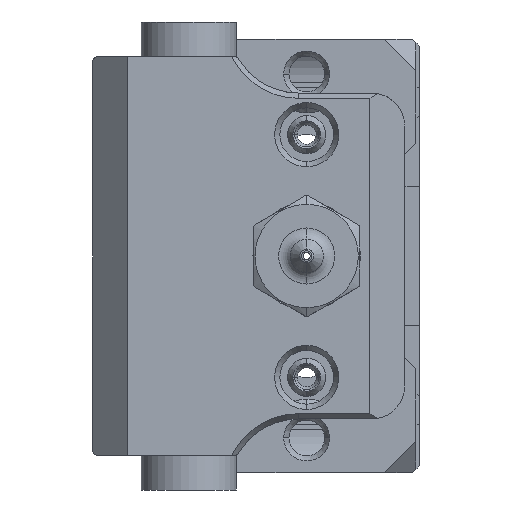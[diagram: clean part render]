
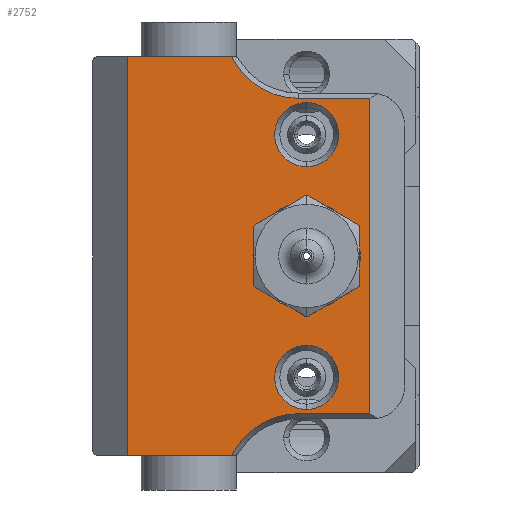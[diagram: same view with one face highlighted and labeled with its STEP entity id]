
A CAD part, front view. The second image highlights one B-rep face of the part: STEP entity #2752.
In plain terms, the highlighted planar face has unit normal (0, -1, 0).
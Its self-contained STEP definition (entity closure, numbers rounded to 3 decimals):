
#17 = ORIENTED_EDGE ( 'NONE', *, *, #5406, .T. ) ;
#65 = CIRCLE ( 'NONE', #3191, 1.85 ) ;
#218 = FACE_BOUND ( 'NONE', #3937, .T. ) ;
#519 = EDGE_CURVE ( 'NONE', #12468, #13268, #13051, .T. ) ;
#522 = ORIENTED_EDGE ( 'NONE', *, *, #3814, .T. ) ;
#591 = DIRECTION ( 'NONE',  ( 0., 0., 1. ) ) ;
#743 = LINE ( 'NONE', #8160, #8116 ) ;
#1122 = VERTEX_POINT ( 'NONE', #6687 ) ;
#1150 = CARTESIAN_POINT ( 'NONE',  ( 3.65, -12.5, -9.1 ) ) ;
#1309 = DIRECTION ( 'NONE',  ( 0., 1., 0. ) ) ;
#1333 = CARTESIAN_POINT ( 'NONE',  ( -12.35, -12.5, 11.5 ) ) ;
#1343 = AXIS2_PLACEMENT_3D ( 'NONE', #3545, #1309, #11814 ) ;
#1490 = ORIENTED_EDGE ( 'NONE', *, *, #13858, .T. ) ;
#1564 = CARTESIAN_POINT ( 'NONE',  ( -12.35, -12.5, -9.1 ) ) ;
#1597 = VERTEX_POINT ( 'NONE', #1756 ) ;
#1611 = ORIENTED_EDGE ( 'NONE', *, *, #11129, .F. ) ;
#1756 = CARTESIAN_POINT ( 'NONE',  ( 0., -12.5, -8.85 ) ) ;
#1808 = CARTESIAN_POINT ( 'NONE',  ( 0., -12.5, 8.85 ) ) ;
#1870 = DIRECTION ( 'NONE',  ( 0., 1., 0. ) ) ;
#2056 = VERTEX_POINT ( 'NONE', #6209 ) ;
#2347 = VERTEX_POINT ( 'NONE', #7246 ) ;
#2503 = VECTOR ( 'NONE', #13676, 1000. ) ;
#2591 = CARTESIAN_POINT ( 'NONE',  ( 0., -12.5, -5.15 ) ) ;
#2692 = DIRECTION ( 'NONE',  ( 0., 0., 1. ) ) ;
#2752 = ADVANCED_FACE ( 'NONE', ( #3299, #218, #12825, #12045 ), #5595, .F. ) ;
#2765 = DIRECTION ( 'NONE',  ( -1., 0., 0. ) ) ;
#2960 = CIRCLE ( 'NONE', #12393, 4.3 ) ;
#3191 = AXIS2_PLACEMENT_3D ( 'NONE', #11462, #1870, #6138 ) ;
#3299 = FACE_BOUND ( 'NONE', #11832, .T. ) ;
#3373 = DIRECTION ( 'NONE',  ( 0., -1., 0. ) ) ;
#3382 = CARTESIAN_POINT ( 'NONE',  ( 0., -12.5, 5.15 ) ) ;
#3439 = DIRECTION ( 'NONE',  ( 0., 1., 0. ) ) ;
#3448 = DIRECTION ( 'NONE',  ( 0., 0., -1. ) ) ;
#3490 = EDGE_CURVE ( 'NONE', #4009, #1597, #65, .T. ) ;
#3545 = CARTESIAN_POINT ( 'NONE',  ( 0., -12.5, 7. ) ) ;
#3644 = EDGE_CURVE ( 'NONE', #1597, #4009, #12370, .T. ) ;
#3672 = DIRECTION ( 'NONE',  ( 1., 0., 0. ) ) ;
#3694 = ORIENTED_EDGE ( 'NONE', *, *, #3644, .T. ) ;
#3814 = EDGE_CURVE ( 'NONE', #6329, #10079, #743, .T. ) ;
#3887 = ORIENTED_EDGE ( 'NONE', *, *, #519, .T. ) ;
#3937 = EDGE_LOOP ( 'NONE', ( #3694, #5136 ) ) ;
#4009 = VERTEX_POINT ( 'NONE', #2591 ) ;
#4101 = ORIENTED_EDGE ( 'NONE', *, *, #4446, .T. ) ;
#4115 = CARTESIAN_POINT ( 'NONE',  ( 0., -12.5, 3.1 ) ) ;
#4177 = AXIS2_PLACEMENT_3D ( 'NONE', #1333, #3439, #9874 ) ;
#4216 = DIRECTION ( 'NONE',  ( 0., 0., -1. ) ) ;
#4329 = AXIS2_PLACEMENT_3D ( 'NONE', #10600, #11434, #4216 ) ;
#4446 = EDGE_CURVE ( 'NONE', #10079, #2056, #2960, .T. ) ;
#4472 = CARTESIAN_POINT ( 'NONE',  ( -0.478, -12.5, -13.4 ) ) ;
#4541 = ORIENTED_EDGE ( 'NONE', *, *, #6488, .T. ) ;
#4671 = DIRECTION ( 'NONE',  ( 0., 1., 0. ) ) ;
#4820 = DIRECTION ( 'NONE',  ( 0., 0., 1. ) ) ;
#4862 = CARTESIAN_POINT ( 'NONE',  ( 0., -12.5, 7. ) ) ;
#4876 = EDGE_CURVE ( 'NONE', #2347, #12468, #12084, .T. ) ;
#5071 = DIRECTION ( 'NONE',  ( 1., 0., 0. ) ) ;
#5136 = ORIENTED_EDGE ( 'NONE', *, *, #3490, .T. ) ;
#5275 = CARTESIAN_POINT ( 'NONE',  ( -12.35, -12.5, 11.5 ) ) ;
#5406 = EDGE_CURVE ( 'NONE', #6374, #6329, #12553, .T. ) ;
#5595 = PLANE ( 'NONE',  #4177 ) ;
#5679 = ORIENTED_EDGE ( 'NONE', *, *, #13785, .F. ) ;
#5981 = DIRECTION ( 'NONE',  ( 0., 0., 1. ) ) ;
#6119 = LINE ( 'NONE', #5275, #9882 ) ;
#6138 = DIRECTION ( 'NONE',  ( 0., 0., 1. ) ) ;
#6209 = CARTESIAN_POINT ( 'NONE',  ( -4.336, -12.5, 11.5 ) ) ;
#6329 = VERTEX_POINT ( 'NONE', #12774 ) ;
#6374 = VERTEX_POINT ( 'NONE', #1150 ) ;
#6488 = EDGE_CURVE ( 'NONE', #13268, #6374, #12278, .T. ) ;
#6687 = CARTESIAN_POINT ( 'NONE',  ( 0., -12.5, -3.1 ) ) ;
#6961 = DIRECTION ( 'NONE',  ( 1., 0., 0. ) ) ;
#7246 = CARTESIAN_POINT ( 'NONE',  ( -10.35, -12.5, -11.5 ) ) ;
#7248 = ORIENTED_EDGE ( 'NONE', *, *, #10148, .T. ) ;
#7276 = EDGE_LOOP ( 'NONE', ( #1611, #5679 ) ) ;
#7360 = LINE ( 'NONE', #8354, #2503 ) ;
#7409 = DIRECTION ( 'NONE',  ( 0., 1., 0. ) ) ;
#7413 = CIRCLE ( 'NONE', #11666, 1.85 ) ;
#7594 = CIRCLE ( 'NONE', #1343, 1.85 ) ;
#7728 = VECTOR ( 'NONE', #3672, 1000. ) ;
#7954 = CARTESIAN_POINT ( 'NONE',  ( -0.478, -12.5, -9.1 ) ) ;
#8116 = VECTOR ( 'NONE', #2765, 1000. ) ;
#8160 = CARTESIAN_POINT ( 'NONE',  ( -0.478, -12.5, 9.1 ) ) ;
#8354 = CARTESIAN_POINT ( 'NONE',  ( -10.35, -12.5, 11.5 ) ) ;
#8478 = AXIS2_PLACEMENT_3D ( 'NONE', #10941, #3373, #3448 ) ;
#8790 = AXIS2_PLACEMENT_3D ( 'NONE', #9909, #11038, #2692 ) ;
#9156 = ORIENTED_EDGE ( 'NONE', *, *, #10199, .F. ) ;
#9166 = VERTEX_POINT ( 'NONE', #3382 ) ;
#9390 = CARTESIAN_POINT ( 'NONE',  ( 3.65, -12.5, 11.5 ) ) ;
#9874 = DIRECTION ( 'NONE',  ( 0., 0., 1. ) ) ;
#9882 = VECTOR ( 'NONE', #5071, 1000. ) ;
#9901 = VECTOR ( 'NONE', #6961, 1000. ) ;
#9909 = CARTESIAN_POINT ( 'NONE',  ( 0., -12.5, -7. ) ) ;
#10069 = CARTESIAN_POINT ( 'NONE',  ( -0.478, -12.5, 13.4 ) ) ;
#10079 = VERTEX_POINT ( 'NONE', #12496 ) ;
#10148 = EDGE_CURVE ( 'NONE', #12919, #9166, #7413, .T. ) ;
#10199 = EDGE_CURVE ( 'NONE', #10723, #2056, #6119, .T. ) ;
#10384 = CIRCLE ( 'NONE', #4329, 3.1 ) ;
#10486 = ORIENTED_EDGE ( 'NONE', *, *, #4876, .T. ) ;
#10600 = CARTESIAN_POINT ( 'NONE',  ( 0., -12.5, 0. ) ) ;
#10723 = VERTEX_POINT ( 'NONE', #13135 ) ;
#10843 = VECTOR ( 'NONE', #591, 1000. ) ;
#10941 = CARTESIAN_POINT ( 'NONE',  ( 0., -12.5, 0. ) ) ;
#11038 = DIRECTION ( 'NONE',  ( 0., 1., 0. ) ) ;
#11040 = CARTESIAN_POINT ( 'NONE',  ( -12.35, -12.5, -11.5 ) ) ;
#11100 = CARTESIAN_POINT ( 'NONE',  ( -4.336, -12.5, -11.5 ) ) ;
#11129 = EDGE_CURVE ( 'NONE', #1122, #12946, #13620, .T. ) ;
#11434 = DIRECTION ( 'NONE',  ( 0., -1., 0. ) ) ;
#11462 = CARTESIAN_POINT ( 'NONE',  ( 0., -12.5, -7. ) ) ;
#11666 = AXIS2_PLACEMENT_3D ( 'NONE', #4862, #13347, #5981 ) ;
#11799 = ORIENTED_EDGE ( 'NONE', *, *, #11927, .T. ) ;
#11814 = DIRECTION ( 'NONE',  ( 0., 0., 1. ) ) ;
#11832 = EDGE_LOOP ( 'NONE', ( #11799, #7248 ) ) ;
#11927 = EDGE_CURVE ( 'NONE', #9166, #12919, #7594, .T. ) ;
#12045 = FACE_OUTER_BOUND ( 'NONE', #12650, .T. ) ;
#12084 = LINE ( 'NONE', #11040, #9901 ) ;
#12278 = LINE ( 'NONE', #1564, #7728 ) ;
#12370 = CIRCLE ( 'NONE', #8790, 1.85 ) ;
#12393 = AXIS2_PLACEMENT_3D ( 'NONE', #10069, #4671, #4820 ) ;
#12468 = VERTEX_POINT ( 'NONE', #11100 ) ;
#12496 = CARTESIAN_POINT ( 'NONE',  ( -0.478, -12.5, 9.1 ) ) ;
#12553 = LINE ( 'NONE', #9390, #10843 ) ;
#12650 = EDGE_LOOP ( 'NONE', ( #10486, #3887, #4541, #17, #522, #4101, #9156, #1490 ) ) ;
#12774 = CARTESIAN_POINT ( 'NONE',  ( 3.65, -12.5, 9.1 ) ) ;
#12825 = FACE_BOUND ( 'NONE', #7276, .T. ) ;
#12919 = VERTEX_POINT ( 'NONE', #1808 ) ;
#12946 = VERTEX_POINT ( 'NONE', #4115 ) ;
#13051 = CIRCLE ( 'NONE', #13724, 4.3 ) ;
#13135 = CARTESIAN_POINT ( 'NONE',  ( -10.35, -12.5, 11.5 ) ) ;
#13268 = VERTEX_POINT ( 'NONE', #7954 ) ;
#13347 = DIRECTION ( 'NONE',  ( 0., 1., 0. ) ) ;
#13620 = CIRCLE ( 'NONE', #8478, 3.1 ) ;
#13676 = DIRECTION ( 'NONE',  ( 0., 0., -1. ) ) ;
#13724 = AXIS2_PLACEMENT_3D ( 'NONE', #4472, #7409, #13862 ) ;
#13785 = EDGE_CURVE ( 'NONE', #12946, #1122, #10384, .T. ) ;
#13858 = EDGE_CURVE ( 'NONE', #10723, #2347, #7360, .T. ) ;
#13862 = DIRECTION ( 'NONE',  ( 0., 0., 1. ) ) ;
